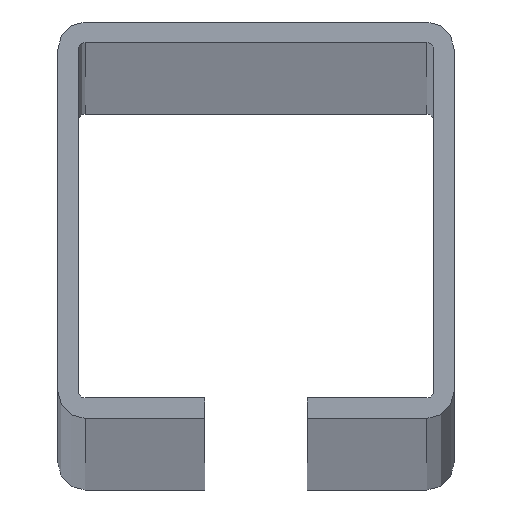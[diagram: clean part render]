
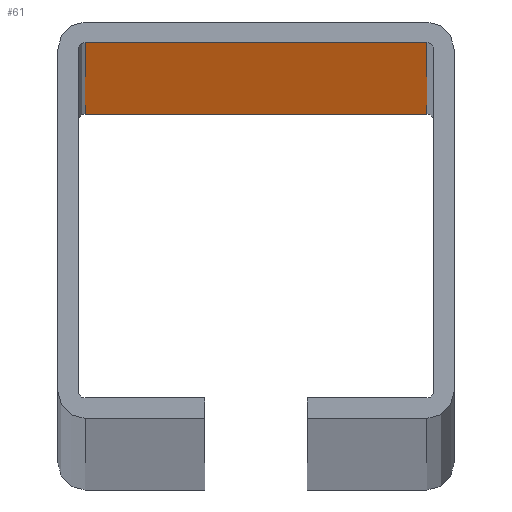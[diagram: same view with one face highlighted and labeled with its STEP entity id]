
A CAD part, top view. The second image highlights one B-rep face of the part: STEP entity #61.
In plain terms, the highlighted planar face has unit normal (0, -1, 0).
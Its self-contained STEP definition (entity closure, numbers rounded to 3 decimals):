
#29 = CARTESIAN_POINT ( 'NONE',  ( -25., 55., 6000. ) ) ;
#30 = ORIENTED_EDGE ( 'NONE', *, *, #239, .T. ) ;
#38 = CARTESIAN_POINT ( 'NONE',  ( -25., 55., 6000. ) ) ;
#54 = VECTOR ( 'NONE', #629, 1000. ) ;
#61 = ADVANCED_FACE ( 'NONE', ( #519 ), #234, .F. ) ;
#77 = CARTESIAN_POINT ( 'NONE',  ( 25., 55., 0. ) ) ;
#83 = CARTESIAN_POINT ( 'NONE',  ( 25., 55., 6000. ) ) ;
#113 = VECTOR ( 'NONE', #608, 1000. ) ;
#125 = AXIS2_PLACEMENT_3D ( 'NONE', #532, #696, #637 ) ;
#163 = DIRECTION ( 'NONE',  ( 1., 0., 0. ) ) ;
#217 = CARTESIAN_POINT ( 'NONE',  ( 25., 55., 6000. ) ) ;
#218 = CARTESIAN_POINT ( 'NONE',  ( 25., 55., 0. ) ) ;
#229 = VERTEX_POINT ( 'NONE', #652 ) ;
#234 = PLANE ( 'NONE',  #125 ) ;
#239 = EDGE_CURVE ( 'NONE', #598, #229, #248, .T. ) ;
#248 = LINE ( 'NONE', #545, #113 ) ;
#257 = VERTEX_POINT ( 'NONE', #83 ) ;
#289 = LINE ( 'NONE', #29, #739 ) ;
#313 = VERTEX_POINT ( 'NONE', #77 ) ;
#420 = ORIENTED_EDGE ( 'NONE', *, *, #674, .F. ) ;
#452 = VECTOR ( 'NONE', #163, 1000. ) ;
#486 = EDGE_LOOP ( 'NONE', ( #577, #589, #420, #30 ) ) ;
#519 = FACE_OUTER_BOUND ( 'NONE', #486, .T. ) ;
#532 = CARTESIAN_POINT ( 'NONE',  ( 25., 55., 6000. ) ) ;
#545 = CARTESIAN_POINT ( 'NONE',  ( -25., 55., 6000. ) ) ;
#558 = LINE ( 'NONE', #218, #452 ) ;
#577 = ORIENTED_EDGE ( 'NONE', *, *, #597, .T. ) ;
#589 = ORIENTED_EDGE ( 'NONE', *, *, #744, .F. ) ;
#597 = EDGE_CURVE ( 'NONE', #229, #313, #558, .T. ) ;
#598 = VERTEX_POINT ( 'NONE', #38 ) ;
#608 = DIRECTION ( 'NONE',  ( 0., 0., -1. ) ) ;
#629 = DIRECTION ( 'NONE',  ( 0., 0., -1. ) ) ;
#637 = DIRECTION ( 'NONE',  ( -1., 0., 0. ) ) ;
#652 = CARTESIAN_POINT ( 'NONE',  ( -25., 55., 0. ) ) ;
#653 = DIRECTION ( 'NONE',  ( 1., 0., 0. ) ) ;
#674 = EDGE_CURVE ( 'NONE', #598, #257, #289, .T. ) ;
#689 = LINE ( 'NONE', #217, #54 ) ;
#696 = DIRECTION ( 'NONE',  ( 0., 1., 0. ) ) ;
#739 = VECTOR ( 'NONE', #653, 1000. ) ;
#744 = EDGE_CURVE ( 'NONE', #257, #313, #689, .T. ) ;
